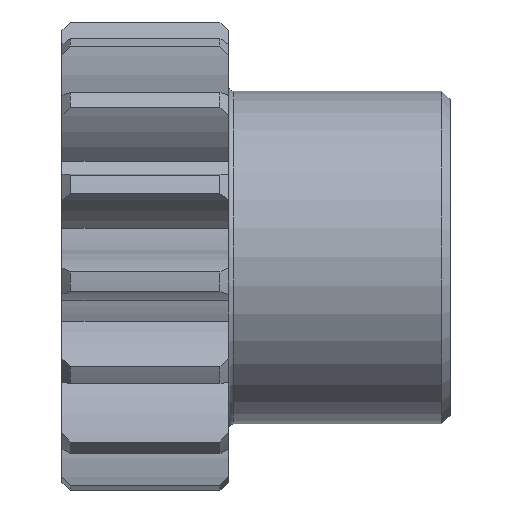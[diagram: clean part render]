
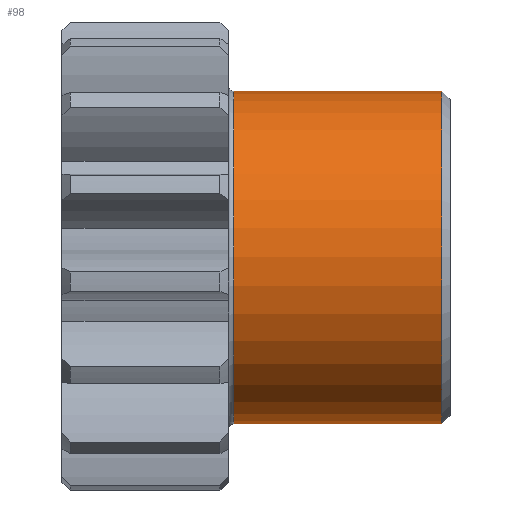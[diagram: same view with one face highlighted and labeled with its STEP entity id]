
A CAD part, top view. The second image highlights one B-rep face of the part: STEP entity #98.
In plain terms, the highlighted cylindrical face has radius 6 mm (diameter 12 mm), a full revolution.
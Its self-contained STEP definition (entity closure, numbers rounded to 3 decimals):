
#98 = ADVANCED_FACE( '', ( #226, #227 ), #228, .T. );
#226 = FACE_OUTER_BOUND( '', #433, .T. );
#227 = FACE_OUTER_BOUND( '', #434, .T. );
#228 = CYLINDRICAL_SURFACE( '', #435, 6. );
#433 = EDGE_LOOP( '', ( #890 ) );
#434 = EDGE_LOOP( '', ( #891 ) );
#435 = AXIS2_PLACEMENT_3D( '', #892, #893, #894 );
#890 = ORIENTED_EDGE( '', *, *, #1633, .T. );
#891 = ORIENTED_EDGE( '', *, *, #1634, .F. );
#892 = CARTESIAN_POINT( '', ( 14., 0., 0. ) );
#893 = DIRECTION( '', ( -1., 0., 0. ) );
#894 = DIRECTION( '', ( 0., 0., -1. ) );
#1633 = EDGE_CURVE( '', #2068, #2068, #2069, .T. );
#1634 = EDGE_CURVE( '', #2070, #2070, #2071, .T. );
#2068 = VERTEX_POINT( '', #2665 );
#2069 = CIRCLE( '', #2666, 6. );
#2070 = VERTEX_POINT( '', #2667 );
#2071 = CIRCLE( '', #2668, 6. );
#2665 = CARTESIAN_POINT( '', ( 6.2, 0., -6. ) );
#2666 = AXIS2_PLACEMENT_3D( '', #3302, #3303, #3304 );
#2667 = CARTESIAN_POINT( '', ( 13.7, 0., -6. ) );
#2668 = AXIS2_PLACEMENT_3D( '', #3305, #3306, #3307 );
#3302 = CARTESIAN_POINT( '', ( 6.2, 0., 0. ) );
#3303 = DIRECTION( '', ( 1., 0., 0. ) );
#3304 = DIRECTION( '', ( 0., 0., -1. ) );
#3305 = CARTESIAN_POINT( '', ( 13.7, 0., 0. ) );
#3306 = DIRECTION( '', ( 1., 0., 0. ) );
#3307 = DIRECTION( '', ( 0., 0., -1. ) );
